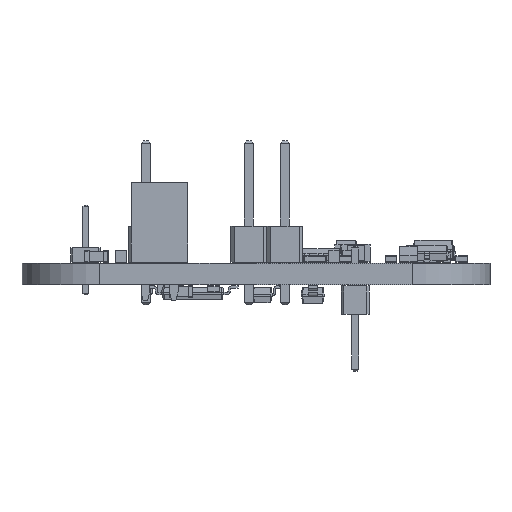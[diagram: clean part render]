
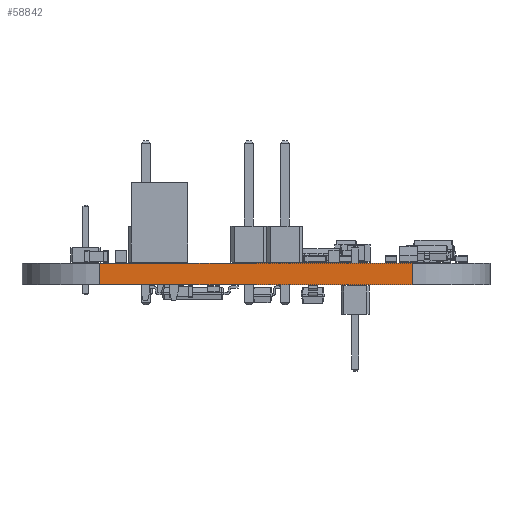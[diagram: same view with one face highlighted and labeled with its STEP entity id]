
A CAD part, front view. The second image highlights one B-rep face of the part: STEP entity #58842.
In plain terms, the highlighted planar face has unit normal (0, -1, 0).
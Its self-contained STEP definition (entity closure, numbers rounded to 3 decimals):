
#57455 = VERTEX_POINT('',#57456);
#57456 = CARTESIAN_POINT('',(173.15,-145.75,0.));
#57463 = EDGE_CURVE('',#57464,#57455,#57466,.T.);
#57464 = VERTEX_POINT('',#57465);
#57465 = CARTESIAN_POINT('',(195.15,-145.75,0.));
#57466 = LINE('',#57467,#57468);
#57467 = CARTESIAN_POINT('',(195.15,-145.75,0.));
#57468 = VECTOR('',#57469,1.);
#57469 = DIRECTION('',(-1.,0.,0.));
#58135 = VERTEX_POINT('',#58136);
#58136 = CARTESIAN_POINT('',(173.15,-145.75,1.51));
#58143 = EDGE_CURVE('',#58144,#58135,#58146,.T.);
#58144 = VERTEX_POINT('',#58145);
#58145 = CARTESIAN_POINT('',(195.15,-145.75,1.51));
#58146 = LINE('',#58147,#58148);
#58147 = CARTESIAN_POINT('',(195.15,-145.75,1.51));
#58148 = VECTOR('',#58149,1.);
#58149 = DIRECTION('',(-1.,0.,0.));
#58814 = EDGE_CURVE('',#57464,#58144,#58815,.T.);
#58815 = LINE('',#58816,#58817);
#58816 = CARTESIAN_POINT('',(195.15,-145.75,0.));
#58817 = VECTOR('',#58818,1.);
#58818 = DIRECTION('',(0.,0.,1.));
#58842 = ADVANCED_FACE('',(#58843),#58854,.T.);
#58843 = FACE_BOUND('',#58844,.T.);
#58844 = EDGE_LOOP('',(#58845,#58846,#58847,#58853));
#58845 = ORIENTED_EDGE('',*,*,#58814,.T.);
#58846 = ORIENTED_EDGE('',*,*,#58143,.T.);
#58847 = ORIENTED_EDGE('',*,*,#58848,.F.);
#58848 = EDGE_CURVE('',#57455,#58135,#58849,.T.);
#58849 = LINE('',#58850,#58851);
#58850 = CARTESIAN_POINT('',(173.15,-145.75,0.));
#58851 = VECTOR('',#58852,1.);
#58852 = DIRECTION('',(0.,0.,1.));
#58853 = ORIENTED_EDGE('',*,*,#57463,.F.);
#58854 = PLANE('',#58855);
#58855 = AXIS2_PLACEMENT_3D('',#58856,#58857,#58858);
#58856 = CARTESIAN_POINT('',(195.15,-145.75,0.));
#58857 = DIRECTION('',(0.,-1.,0.));
#58858 = DIRECTION('',(-1.,0.,0.));
